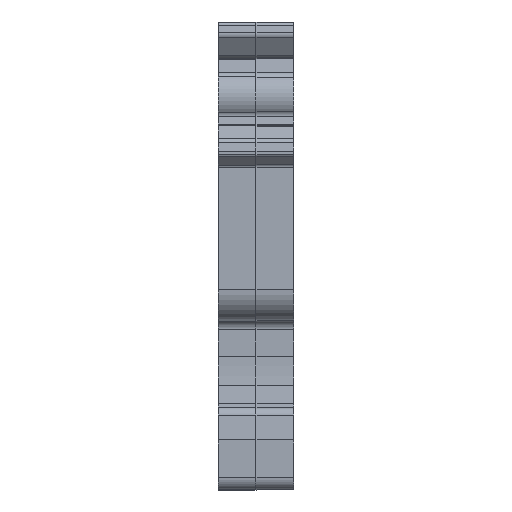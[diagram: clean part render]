
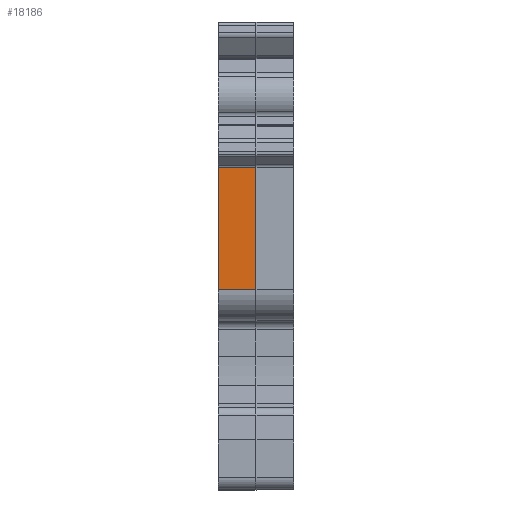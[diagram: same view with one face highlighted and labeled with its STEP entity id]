
A CAD part, left-side view. The second image highlights one B-rep face of the part: STEP entity #18186.
In plain terms, the highlighted planar face has unit normal (-1, 0, 0).
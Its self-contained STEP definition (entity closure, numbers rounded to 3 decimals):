
#123 = VECTOR ( 'NONE', #30826, 1000. ) ;
#2009 = VECTOR ( 'NONE', #20630, 1000. ) ;
#2487 = CARTESIAN_POINT ( 'NONE',  ( -43.5, 0., 18.488 ) ) ;
#3798 = ORIENTED_EDGE ( 'NONE', *, *, #22190, .T. ) ;
#4493 = CARTESIAN_POINT ( 'NONE',  ( -43.5, 0., 18.488 ) ) ;
#7762 = EDGE_LOOP ( 'NONE', ( #3798, #9423, #18055, #27797 ) ) ;
#8812 = LINE ( 'NONE', #4493, #2009 ) ;
#9423 = ORIENTED_EDGE ( 'NONE', *, *, #34949, .T. ) ;
#12306 = LINE ( 'NONE', #19886, #26498 ) ;
#15812 = LINE ( 'NONE', #29920, #123 ) ;
#17893 = DIRECTION ( 'NONE',  ( 0., 1., 0. ) ) ;
#18055 = ORIENTED_EDGE ( 'NONE', *, *, #47564, .F. ) ;
#18186 = ADVANCED_FACE ( 'NONE', ( #40961 ), #48008, .T. ) ;
#18512 = CARTESIAN_POINT ( 'NONE',  ( -43.5, 6., 18.488 ) ) ;
#19588 = CARTESIAN_POINT ( 'NONE',  ( -43.5, 3., 8.734 ) ) ;
#19886 = CARTESIAN_POINT ( 'NONE',  ( -43.5, 3., 8.734 ) ) ;
#20630 = DIRECTION ( 'NONE',  ( 0., 1., 0. ) ) ;
#22190 = EDGE_CURVE ( 'NONE', #26999, #43037, #12306, .T. ) ;
#24003 = VECTOR ( 'NONE', #26643, 1000. ) ;
#26498 = VECTOR ( 'NONE', #42724, 1000. ) ;
#26643 = DIRECTION ( 'NONE',  ( 0., 1., 0. ) ) ;
#26999 = VERTEX_POINT ( 'NONE', #19588 ) ;
#27133 = CARTESIAN_POINT ( 'NONE',  ( -43.5, 0., 8.734 ) ) ;
#27797 = ORIENTED_EDGE ( 'NONE', *, *, #44254, .F. ) ;
#29855 = CARTESIAN_POINT ( 'NONE',  ( -43.5, 3., 18.488 ) ) ;
#29920 = CARTESIAN_POINT ( 'NONE',  ( -43.5, 6., 18.488 ) ) ;
#30826 = DIRECTION ( 'NONE',  ( 0., 0., 1. ) ) ;
#31104 = LINE ( 'NONE', #27133, #24003 ) ;
#34949 = EDGE_CURVE ( 'NONE', #43037, #45649, #8812, .T. ) ;
#37464 = DIRECTION ( 'NONE',  ( -1., 0., 0. ) ) ;
#39636 = VERTEX_POINT ( 'NONE', #45229 ) ;
#40961 = FACE_OUTER_BOUND ( 'NONE', #7762, .T. ) ;
#41012 = AXIS2_PLACEMENT_3D ( 'NONE', #2487, #37464, #17893 ) ;
#42724 = DIRECTION ( 'NONE',  ( 0., 0., 1. ) ) ;
#43037 = VERTEX_POINT ( 'NONE', #29855 ) ;
#44254 = EDGE_CURVE ( 'NONE', #26999, #39636, #31104, .T. ) ;
#45229 = CARTESIAN_POINT ( 'NONE',  ( -43.5, 6., 8.734 ) ) ;
#45649 = VERTEX_POINT ( 'NONE', #18512 ) ;
#47564 = EDGE_CURVE ( 'NONE', #39636, #45649, #15812, .T. ) ;
#48008 = PLANE ( 'NONE',  #41012 ) ;
